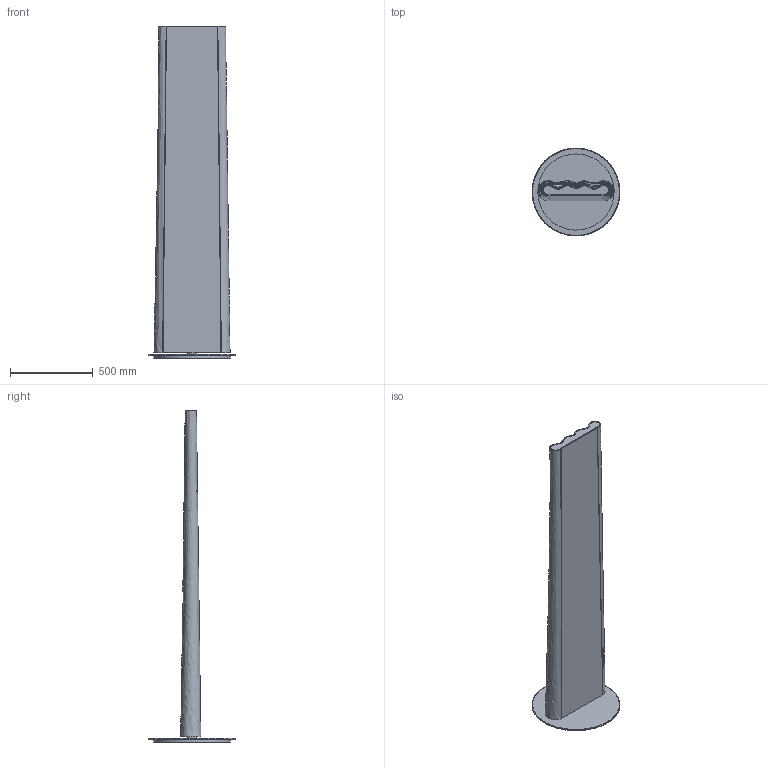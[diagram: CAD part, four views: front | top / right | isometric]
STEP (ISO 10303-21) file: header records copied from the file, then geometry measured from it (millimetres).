
FILE_DESCRIPTION(/* description */ (''),/* implementation_level */ '2;1');
FILE_NAME(/* name */ '880 - Mir',/* time_stamp */ '2010-12-03T10:33:08+01:00',/* author */ (''),/* organization */ (''),/* preprocessor_version */ 'ST-DEVELOPER v10',/* originating_system */ '',/* authorisation */ '');
FILE_SCHEMA (('CONFIG_CONTROL_DESIGN'));
Length unit declared in the file: centimetre
Products named in the file (1): 1
Bounding box: 529.93 x 529.93 x 2003 mm (x, y, z)
Volume: 19459409.3 mm3; surface area: 4812657 mm2
Topology: 6 solids, 6 shells, 35 faces, 62 edges, 40 vertices
Faces by surface type: plane 18, bspline 17
Entity records: 4843 total; most frequent: CARTESIAN_POINT 4310, ORIENTED_EDGE 124, EDGE_CURVE 62, VERTEX_POINT 40, EDGE_LOOP 36, ADVANCED_FACE 35, FACE_OUTER_BOUND 35, B_SPLINE_CURVE_WITH_KNOTS 35
